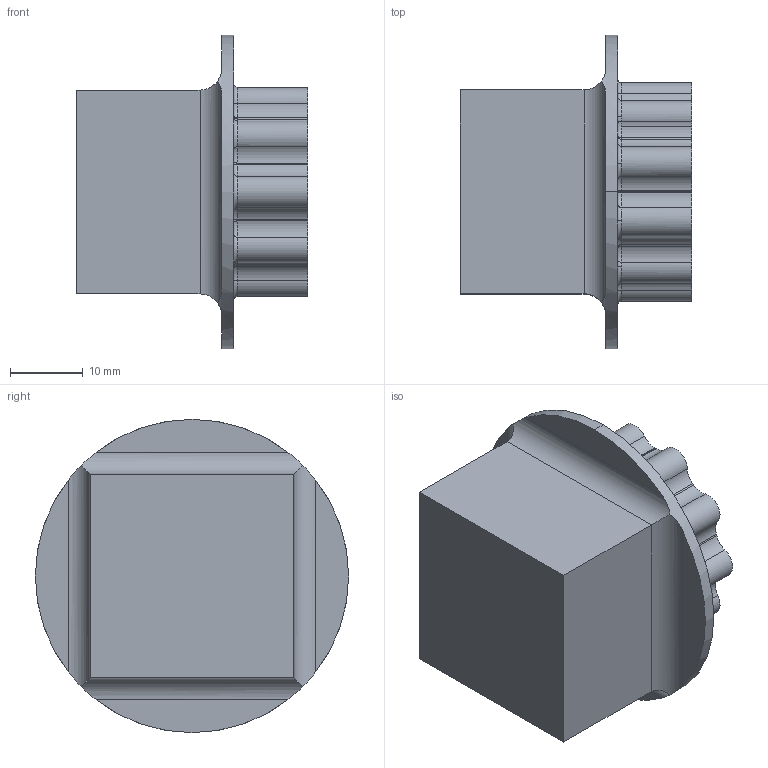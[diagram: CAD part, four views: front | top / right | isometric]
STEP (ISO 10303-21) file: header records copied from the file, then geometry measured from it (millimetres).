
FILE_DESCRIPTION (( 'STEP AP214' ), '1' );
FILE_NAME ('Insert.STEP', '2025-03-03T23:10:23', ( '' ), ( '' ), 'SwSTEP 2.0', 'SolidWorks 2024', '' );
FILE_SCHEMA (( 'AUTOMOTIVE_DESIGN' ));
Length unit declared in the file: millimetre
Products named in the file (1): Insert
Bounding box: 31.8 x 43 x 43 mm (x, y, z)
Volume: 20196.7 mm3; surface area: 7050.7 mm2
Topology: 1 solids, 1 shells, 121 faces, 301 edges, 185 vertices
Faces by surface type: cylinder 59, torus 49, plane 13
Entity records: 3732 total; most frequent: DIRECTION 751, CARTESIAN_POINT 668, ORIENTED_EDGE 602, AXIS2_PLACEMENT_3D 340, EDGE_CURVE 301, CIRCLE 218, VERTEX_POINT 185, EDGE_LOOP 124
